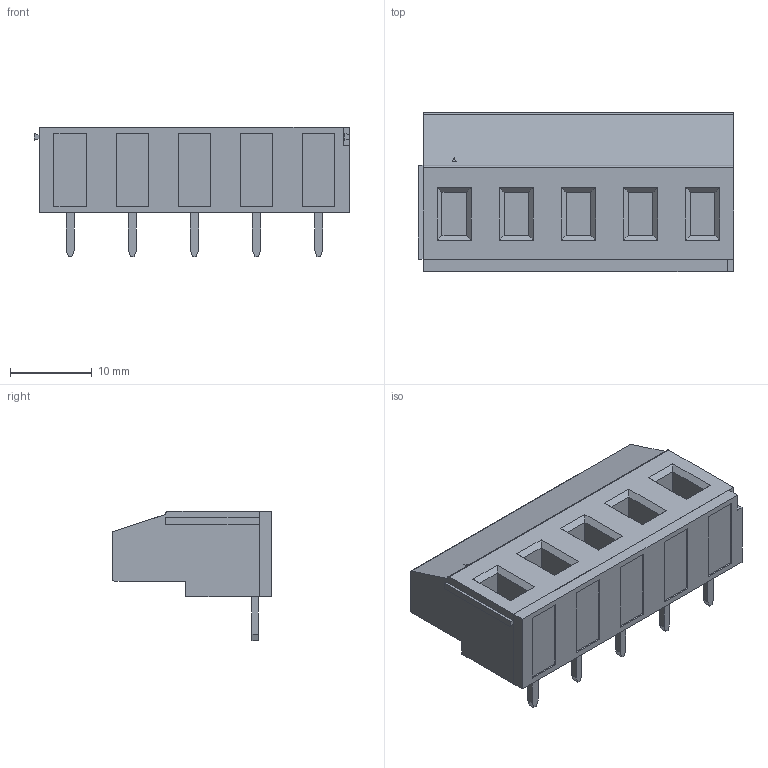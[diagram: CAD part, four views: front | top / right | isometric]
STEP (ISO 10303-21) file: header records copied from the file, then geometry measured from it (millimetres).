
FILE_DESCRIPTION (( 'STEP AP214' ), '1' );
FILE_NAME ('DG129R-7.62-05P-14-00AH.STEP', '2021-01-12T21:29:01', ( '' ), ( '' ), 'SwSTEP 2.0', 'SolidWorks 2020', '' );
FILE_SCHEMA (( 'AUTOMOTIVE_DESIGN' ));
Length unit declared in the file: millimetre
Products named in the file (1): DG129R-7.62-05P-14-00AH
Bounding box: 38.7 x 19.5 x 15.9 mm (x, y, z)
Volume: 6059.3 mm3; surface area: 3667.5 mm2
Topology: 1 solids, 1 shells, 628 faces, 1626 edges, 1063 vertices
Faces by surface type: plane 357, bspline 189, cylinder 49, torus 25, cone 8
Entity records: 32934 total; most frequent: CARTESIAN_POINT 14015, ORIENTED_EDGE 3252, DIRECTION 2304, EDGE_CURVE 1626, VERTEX_POINT 1063, VECTOR 1052, LINE 1052, EDGE_LOOP 691
